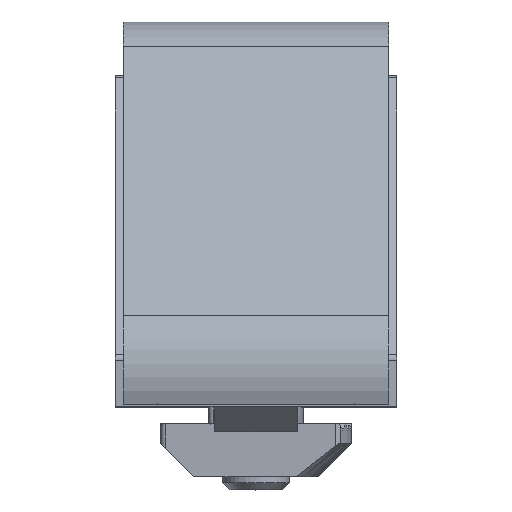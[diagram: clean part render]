
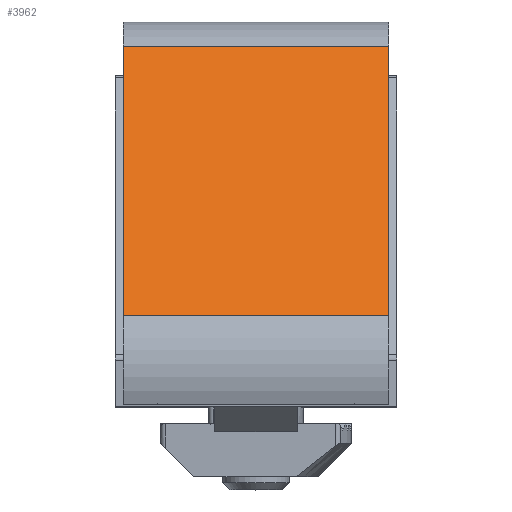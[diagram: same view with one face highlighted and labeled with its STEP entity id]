
A CAD part, top view. The second image highlights one B-rep face of the part: STEP entity #3962.
In plain terms, the highlighted face is planar.
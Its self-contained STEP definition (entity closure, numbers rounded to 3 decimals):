
#845=ORIENTED_EDGE('',*,*,#1766,.T.);
#846=ORIENTED_EDGE('',*,*,#1730,.F.);
#847=ORIENTED_EDGE('',*,*,#1767,.F.);
#848=ORIENTED_EDGE('',*,*,#1764,.T.);
#1730=EDGE_CURVE('',#2232,#2229,#2634,.T.);
#1764=EDGE_CURVE('',#2256,#2255,#2660,.T.);
#1766=EDGE_CURVE('',#2255,#2229,#2661,.T.);
#1767=EDGE_CURVE('',#2256,#2232,#2662,.T.);
#2229=VERTEX_POINT('',#6626);
#2232=VERTEX_POINT('',#6631);
#2255=VERTEX_POINT('',#6696);
#2256=VERTEX_POINT('',#6698);
#2634=LINE('',#6632,#3055);
#2660=LINE('',#6697,#3081);
#2661=LINE('',#6701,#3082);
#2662=LINE('',#6702,#3083);
#3055=VECTOR('',#5410,1000.);
#3081=VECTOR('',#5468,1000.);
#3082=VECTOR('',#5473,1000.);
#3083=VECTOR('',#5474,1000.);
#3358=EDGE_LOOP('',(#845,#846,#847,#848));
#3589=FACE_BOUND('',#3358,.T.);
#3788=PLANE('',#4668);
#3962=ADVANCED_FACE('',(#3589),#3788,.F.);
#4668=AXIS2_PLACEMENT_3D('',#6700,#5471,#5472);
#5410=DIRECTION('',(0.,0.,-1.));
#5468=DIRECTION('',(0.,0.,-1.));
#5471=DIRECTION('',(0.,-1.,0.));
#5472=DIRECTION('',(0.,0.,-1.));
#5473=DIRECTION('',(-1.,0.,0.));
#5474=DIRECTION('',(-1.,0.,0.));
#6626=CARTESIAN_POINT('',(-11.5,0.,-8.));
#6631=CARTESIAN_POINT('',(-11.5,0.,8.));
#6632=CARTESIAN_POINT('',(-11.5,0.,8.));
#6696=CARTESIAN_POINT('',(11.5,0.,-8.));
#6697=CARTESIAN_POINT('',(11.5,0.,8.));
#6698=CARTESIAN_POINT('',(11.5,0.,8.));
#6700=CARTESIAN_POINT('',(11.5,0.,8.));
#6701=CARTESIAN_POINT('',(11.5,0.,-8.));
#6702=CARTESIAN_POINT('',(11.5,0.,8.));
